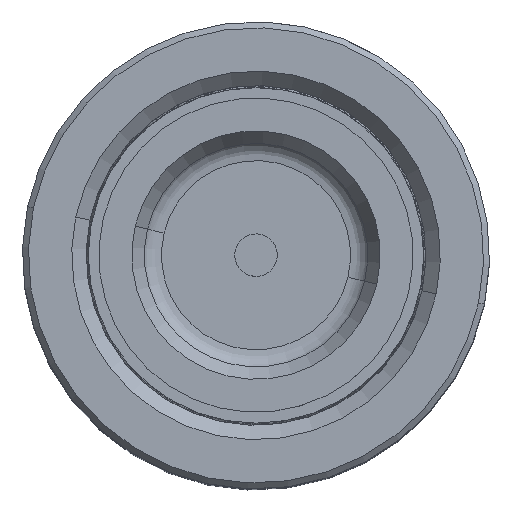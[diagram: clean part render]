
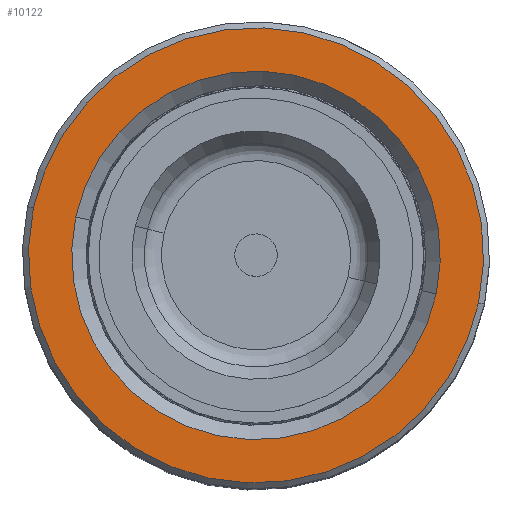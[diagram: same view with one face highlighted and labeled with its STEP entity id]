
A CAD part, top view. The second image highlights one B-rep face of the part: STEP entity #10122.
In plain terms, the highlighted planar face has unit normal (0, 0, 1).
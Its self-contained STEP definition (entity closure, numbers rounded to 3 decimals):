
#163 = DIRECTION ( 'NONE',  ( 1., 0., 0. ) ) ;
#5666 = EDGE_LOOP ( 'NONE', ( #38293, #21864 ) ) ;
#10122 = ADVANCED_FACE ( 'NONE', ( #30646, #42294 ), #56628, .T. ) ;
#10135 = CARTESIAN_POINT ( 'NONE',  ( 0., 0., 80. ) ) ;
#10461 = EDGE_CURVE ( 'NONE', #27941, #62781, #44394, .T. ) ;
#10909 = CIRCLE ( 'NONE', #37100, 21.7 ) ;
#12294 = ORIENTED_EDGE ( 'NONE', *, *, #47570, .T. ) ;
#13703 = DIRECTION ( 'NONE',  ( 0., 0., -1. ) ) ;
#14479 = AXIS2_PLACEMENT_3D ( 'NONE', #51260, #16679, #41996 ) ;
#15499 = AXIS2_PLACEMENT_3D ( 'NONE', #20395, #40595, #50271 ) ;
#16679 = DIRECTION ( 'NONE',  ( 0., 0., 1. ) ) ;
#20395 = CARTESIAN_POINT ( 'NONE',  ( 0., 0., 80. ) ) ;
#21864 = ORIENTED_EDGE ( 'NONE', *, *, #10461, .T. ) ;
#23140 = AXIS2_PLACEMENT_3D ( 'NONE', #63410, #13703, #24907 ) ;
#23331 = CARTESIAN_POINT ( 'NONE',  ( -21.7, 0., 80. ) ) ;
#23339 = CARTESIAN_POINT ( 'NONE',  ( 26.8, 0., 80. ) ) ;
#24385 = AXIS2_PLACEMENT_3D ( 'NONE', #10135, #34342, #163 ) ;
#24907 = DIRECTION ( 'NONE',  ( 1., 0., 0. ) ) ;
#27941 = VERTEX_POINT ( 'NONE', #23339 ) ;
#30050 = EDGE_CURVE ( 'NONE', #45665, #49306, #44536, .T. ) ;
#30646 = FACE_OUTER_BOUND ( 'NONE', #5666, .T. ) ;
#32078 = DIRECTION ( 'NONE',  ( 0., 0., -1. ) ) ;
#34342 = DIRECTION ( 'NONE',  ( 0., 0., 1. ) ) ;
#37100 = AXIS2_PLACEMENT_3D ( 'NONE', #61658, #32078, #57113 ) ;
#38293 = ORIENTED_EDGE ( 'NONE', *, *, #43845, .T. ) ;
#40595 = DIRECTION ( 'NONE',  ( 0., 0., 1. ) ) ;
#41996 = DIRECTION ( 'NONE',  ( 1., 0., 0. ) ) ;
#42294 = FACE_BOUND ( 'NONE', #60549, .T. ) ;
#43845 = EDGE_CURVE ( 'NONE', #62781, #27941, #47121, .T. ) ;
#44394 = CIRCLE ( 'NONE', #24385, 26.8 ) ;
#44536 = CIRCLE ( 'NONE', #23140, 21.7 ) ;
#45665 = VERTEX_POINT ( 'NONE', #57222 ) ;
#47121 = CIRCLE ( 'NONE', #15499, 26.8 ) ;
#47570 = EDGE_CURVE ( 'NONE', #49306, #45665, #10909, .T. ) ;
#49306 = VERTEX_POINT ( 'NONE', #23331 ) ;
#50271 = DIRECTION ( 'NONE',  ( 1., 0., 0. ) ) ;
#51260 = CARTESIAN_POINT ( 'NONE',  ( 0., 0., 80. ) ) ;
#53454 = ORIENTED_EDGE ( 'NONE', *, *, #30050, .T. ) ;
#55158 = CARTESIAN_POINT ( 'NONE',  ( -26.8, 0., 80. ) ) ;
#56628 = PLANE ( 'NONE',  #14479 ) ;
#57113 = DIRECTION ( 'NONE',  ( 1., 0., 0. ) ) ;
#57222 = CARTESIAN_POINT ( 'NONE',  ( 21.7, 0., 80. ) ) ;
#60549 = EDGE_LOOP ( 'NONE', ( #53454, #12294 ) ) ;
#61658 = CARTESIAN_POINT ( 'NONE',  ( 0., 0., 80. ) ) ;
#62781 = VERTEX_POINT ( 'NONE', #55158 ) ;
#63410 = CARTESIAN_POINT ( 'NONE',  ( 0., 0., 80. ) ) ;
